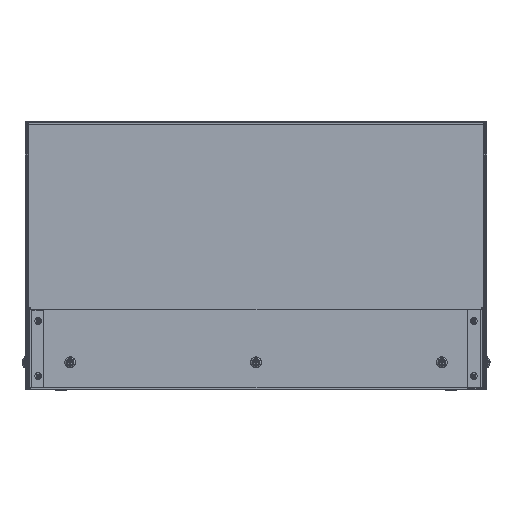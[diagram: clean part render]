
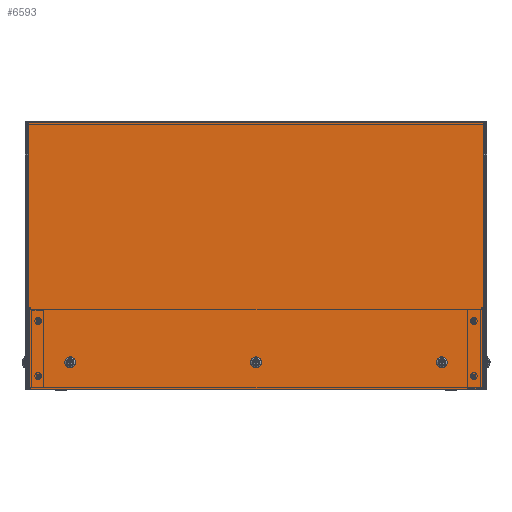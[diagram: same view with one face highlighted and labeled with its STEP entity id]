
A CAD part, left-side view. The second image highlights one B-rep face of the part: STEP entity #6593.
In plain terms, the highlighted face is planar.
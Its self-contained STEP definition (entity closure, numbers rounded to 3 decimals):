
#6593 = ADVANCED_FACE( '', ( #13156, #13157, #13158, #13159 ), #13160, .T. );
#13156 = FACE_BOUND( '', #19951, .T. );
#13157 = FACE_BOUND( '', #19952, .T. );
#13158 = FACE_BOUND( '', #19953, .T. );
#13159 = FACE_OUTER_BOUND( '', #19954, .T. );
#13160 = PLANE( '', #19955 );
#19951 = EDGE_LOOP( '', ( #34098 ) );
#19952 = EDGE_LOOP( '', ( #34099 ) );
#19953 = EDGE_LOOP( '', ( #34100 ) );
#19954 = EDGE_LOOP( '', ( #34101, #34102, #34103, #34104 ) );
#19955 = AXIS2_PLACEMENT_3D( '', #34105, #34106, #34107 );
#34098 = ORIENTED_EDGE( '', *, *, #41892, .F. );
#34099 = ORIENTED_EDGE( '', *, *, #41423, .F. );
#34100 = ORIENTED_EDGE( '', *, *, #40088, .F. );
#34101 = ORIENTED_EDGE( '', *, *, #39129, .T. );
#34102 = ORIENTED_EDGE( '', *, *, #41856, .T. );
#34103 = ORIENTED_EDGE( '', *, *, #41893, .T. );
#34104 = ORIENTED_EDGE( '', *, *, #39367, .T. );
#34105 = CARTESIAN_POINT( '', ( 0., 0., 545. ) );
#34106 = DIRECTION( '', ( 0., 0., 1. ) );
#34107 = DIRECTION( '', ( 0., -1., 0. ) );
#39129 = EDGE_CURVE( '', #46250, #45194, #46885, .T. );
#39367 = EDGE_CURVE( '', #47236, #46250, #47237, .T. );
#40088 = EDGE_CURVE( '', #48263, #48263, #48264, .T. );
#41423 = EDGE_CURVE( '', #50011, #50011, #50012, .T. );
#41856 = EDGE_CURVE( '', #45194, #50394, #50494, .T. );
#41892 = EDGE_CURVE( '', #50531, #50531, #50532, .T. );
#41893 = EDGE_CURVE( '', #50394, #47236, #50533, .T. );
#45194 = VERTEX_POINT( '', #55379 );
#46250 = VERTEX_POINT( '', #57080 );
#46885 = LINE( '', #58167, #58168 );
#47236 = VERTEX_POINT( '', #58800 );
#47237 = LINE( '', #58801, #58802 );
#48263 = VERTEX_POINT( '', #60507 );
#48264 = CIRCLE( '', #60508, 3.5 );
#50011 = VERTEX_POINT( '', #63364 );
#50012 = CIRCLE( '', #63365, 3.5 );
#50394 = VERTEX_POINT( '', #63924 );
#50494 = LINE( '', #64058, #64059 );
#50531 = VERTEX_POINT( '', #64108 );
#50532 = CIRCLE( '', #64109, 3.5 );
#50533 = LINE( '', #64110, #64111 );
#55379 = CARTESIAN_POINT( '', ( 248.5, 1., 545. ) );
#57080 = CARTESIAN_POINT( '', ( -248.5, 1., 545. ) );
#58167 = CARTESIAN_POINT( '', ( -250.5, 1., 545. ) );
#58168 = VECTOR( '', #68101, 1000. );
#58800 = CARTESIAN_POINT( '', ( -248.5, 292., 545. ) );
#58801 = CARTESIAN_POINT( '', ( -248.5, 292., 545. ) );
#58802 = VECTOR( '', #68351, 1000. );
#60507 = CARTESIAN_POINT( '', ( 199., 262., 545. ) );
#60508 = AXIS2_PLACEMENT_3D( '', #69154, #69155, #69156 );
#63364 = CARTESIAN_POINT( '', ( -3.5, 262., 545. ) );
#63365 = AXIS2_PLACEMENT_3D( '', #70561, #70562, #70563 );
#63924 = CARTESIAN_POINT( '', ( 248.5, 292., 545. ) );
#64058 = CARTESIAN_POINT( '', ( 248.5, 1., 545. ) );
#64059 = VECTOR( '', #70883, 1000. );
#64108 = CARTESIAN_POINT( '', ( -206., 262., 545. ) );
#64109 = AXIS2_PLACEMENT_3D( '', #70895, #70896, #70897 );
#64110 = CARTESIAN_POINT( '', ( 250.5, 292., 545. ) );
#64111 = VECTOR( '', #70898, 1000. );
#68101 = DIRECTION( '', ( 1., 0., 0. ) );
#68351 = DIRECTION( '', ( 0., -1., 0. ) );
#69154 = CARTESIAN_POINT( '', ( 202.5, 262., 545. ) );
#69155 = DIRECTION( '', ( 0., 0., 1. ) );
#69156 = DIRECTION( '', ( -1., 0., 0. ) );
#70561 = CARTESIAN_POINT( '', ( 0., 262., 545. ) );
#70562 = DIRECTION( '', ( 0., 0., 1. ) );
#70563 = DIRECTION( '', ( -1., 0., 0. ) );
#70883 = DIRECTION( '', ( 0., 1., 0. ) );
#70895 = CARTESIAN_POINT( '', ( -202.5, 262., 545. ) );
#70896 = DIRECTION( '', ( 0., 0., 1. ) );
#70897 = DIRECTION( '', ( -1., 0., 0. ) );
#70898 = DIRECTION( '', ( -1., 0., 0. ) );
